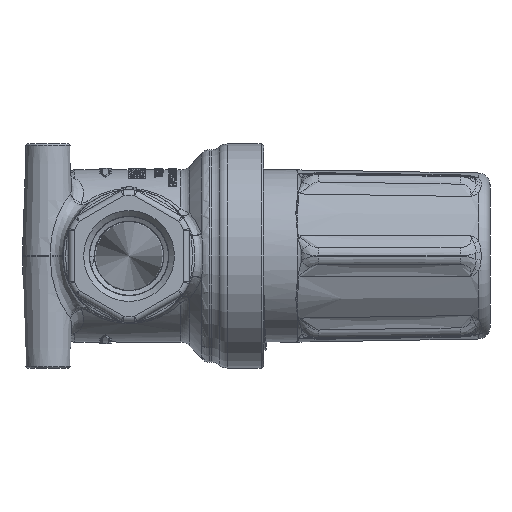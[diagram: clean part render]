
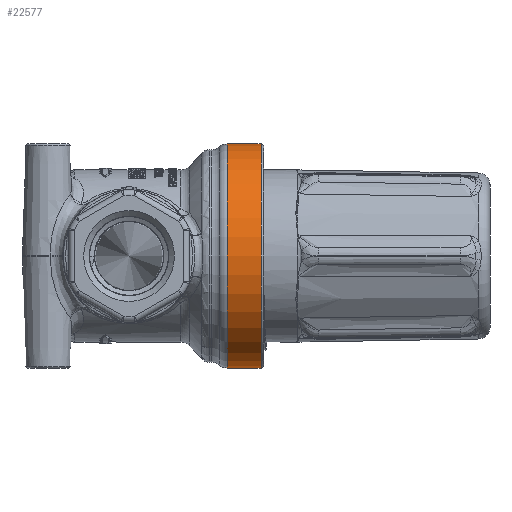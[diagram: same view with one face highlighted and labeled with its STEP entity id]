
A CAD part, left-side view. The second image highlights one B-rep face of the part: STEP entity #22577.
In plain terms, the highlighted cylindrical face has radius 30.099 mm (diameter 60.198 mm), a full revolution.
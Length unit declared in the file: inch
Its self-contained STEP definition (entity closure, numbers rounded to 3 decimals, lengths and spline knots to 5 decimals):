
#1500=CIRCLE('',#24105,1.185);
#1501=CIRCLE('',#24106,1.185);
#1502=CIRCLE('',#24107,1.185);
#1503=CIRCLE('',#24109,1.185);
#1504=CIRCLE('',#24110,1.185);
#1505=CIRCLE('',#24111,1.185);
#2378=CYLINDRICAL_SURFACE('',#24108,1.185);
#2587=FACE_OUTER_BOUND('',#3970,.T.);
#3970=EDGE_LOOP('',(#15441,#15442,#15443,#15444,#15445,#15446,#15447,#15448));
#6653=LINE('',#35550,#8020);
#8020=VECTOR('',#26139,1.185);
#9454=VERTEX_POINT('',#35541);
#9455=VERTEX_POINT('',#35543);
#9456=VERTEX_POINT('',#35545);
#9457=VERTEX_POINT('',#35549);
#9458=VERTEX_POINT('',#35551);
#9459=VERTEX_POINT('',#35553);
#11802=EDGE_CURVE('',#9454,#9455,#1500,.T.);
#11803=EDGE_CURVE('',#9455,#9456,#1501,.T.);
#11804=EDGE_CURVE('',#9456,#9454,#1502,.T.);
#11805=EDGE_CURVE('',#9456,#9457,#6653,.T.);
#11806=EDGE_CURVE('',#9458,#9457,#1503,.T.);
#11807=EDGE_CURVE('',#9459,#9458,#1504,.T.);
#11808=EDGE_CURVE('',#9457,#9459,#1505,.T.);
#15441=ORIENTED_EDGE('',*,*,#11803,.F.);
#15442=ORIENTED_EDGE('',*,*,#11802,.F.);
#15443=ORIENTED_EDGE('',*,*,#11804,.F.);
#15444=ORIENTED_EDGE('',*,*,#11805,.T.);
#15445=ORIENTED_EDGE('',*,*,#11806,.F.);
#15446=ORIENTED_EDGE('',*,*,#11807,.F.);
#15447=ORIENTED_EDGE('',*,*,#11808,.F.);
#15448=ORIENTED_EDGE('',*,*,#11805,.F.);
#22577=ADVANCED_FACE('',(#2587),#2378,.T.);
#24105=AXIS2_PLACEMENT_3D('',#35544,#26131,#26132);
#24106=AXIS2_PLACEMENT_3D('',#35546,#26133,#26134);
#24107=AXIS2_PLACEMENT_3D('',#35547,#26135,#26136);
#24108=AXIS2_PLACEMENT_3D('',#35548,#26137,#26138);
#24109=AXIS2_PLACEMENT_3D('',#35552,#26140,#26141);
#24110=AXIS2_PLACEMENT_3D('',#35554,#26142,#26143);
#24111=AXIS2_PLACEMENT_3D('',#35555,#26144,#26145);
#26131=DIRECTION('center_axis',(0.,1.,0.));
#26132=DIRECTION('ref_axis',(1.,0.,0.));
#26133=DIRECTION('center_axis',(0.,1.,0.));
#26134=DIRECTION('ref_axis',(1.,0.,0.));
#26135=DIRECTION('center_axis',(0.,1.,0.));
#26136=DIRECTION('ref_axis',(1.,0.,0.));
#26137=DIRECTION('center_axis',(0.,1.,0.));
#26138=DIRECTION('ref_axis',(-1.,0.,0.));
#26139=DIRECTION('',(0.,-1.,0.));
#26140=DIRECTION('center_axis',(0.,-1.,0.));
#26141=DIRECTION('ref_axis',(1.,0.,0.));
#26142=DIRECTION('center_axis',(0.,-1.,0.));
#26143=DIRECTION('ref_axis',(1.,0.,0.));
#26144=DIRECTION('center_axis',(0.,-1.,0.));
#26145=DIRECTION('ref_axis',(1.,0.,0.));
#35541=CARTESIAN_POINT('',(0.,-1.03678,-1.185));
#35543=CARTESIAN_POINT('',(-1.185,-1.03678,0.));
#35544=CARTESIAN_POINT('Origin',(0.,-1.03678,0.));
#35545=CARTESIAN_POINT('',(1.185,-1.03678,0.));
#35546=CARTESIAN_POINT('Origin',(0.,-1.03678,0.));
#35547=CARTESIAN_POINT('Origin',(0.,-1.03678,0.));
#35548=CARTESIAN_POINT('Origin',(0.,-1.205,0.));
#35549=CARTESIAN_POINT('',(1.185,-1.395,0.));
#35550=CARTESIAN_POINT('',(1.185,-1.205,0.));
#35551=CARTESIAN_POINT('',(0.,-1.395,-1.185));
#35552=CARTESIAN_POINT('Origin',(0.,-1.395,0.));
#35553=CARTESIAN_POINT('',(-1.185,-1.395,0.));
#35554=CARTESIAN_POINT('Origin',(0.,-1.395,0.));
#35555=CARTESIAN_POINT('Origin',(0.,-1.395,0.));
